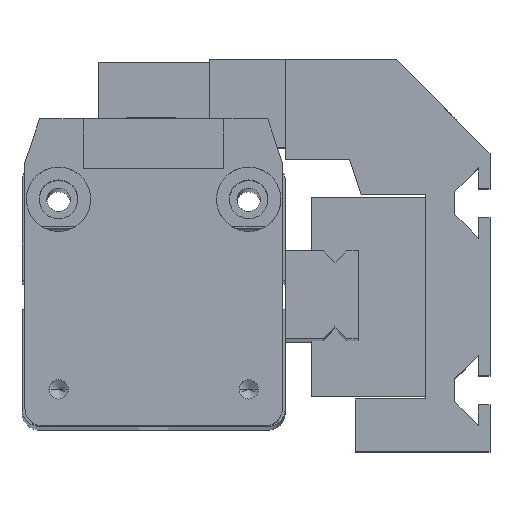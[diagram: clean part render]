
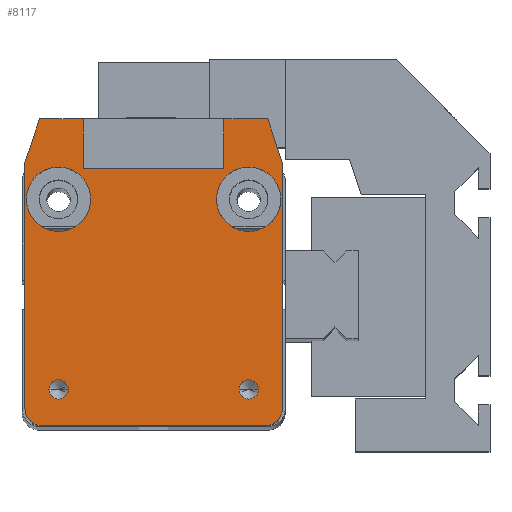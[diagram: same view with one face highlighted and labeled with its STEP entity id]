
A CAD part, top view. The second image highlights one B-rep face of the part: STEP entity #8117.
In plain terms, the highlighted planar face has unit normal (0, 0, 1).
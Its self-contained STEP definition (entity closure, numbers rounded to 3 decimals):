
#646=FACE_BOUND('',#1620,.T.);
#647=FACE_BOUND('',#1621,.T.);
#648=FACE_BOUND('',#1622,.T.);
#649=FACE_BOUND('',#1623,.T.);
#802=PLANE('',#8776);
#1134=FACE_OUTER_BOUND('',#1619,.T.);
#1619=EDGE_LOOP('',(#6721,#6722,#6723,#6724,#6725,#6726,#6727,#6728,#6729,
#6730,#6731,#6732));
#1620=EDGE_LOOP('',(#6733,#6734));
#1621=EDGE_LOOP('',(#6735,#6736));
#1622=EDGE_LOOP('',(#6737,#6738));
#1623=EDGE_LOOP('',(#6739,#6740));
#2287=LINE('',#12509,#3052);
#2289=LINE('',#12517,#3054);
#2292=LINE('',#12523,#3057);
#2295=LINE('',#12529,#3060);
#2298=LINE('',#12535,#3063);
#2301=LINE('',#12541,#3066);
#2304=LINE('',#12547,#3069);
#2307=LINE('',#12553,#3072);
#2310=LINE('',#12559,#3075);
#2315=LINE('',#12574,#3080);
#3052=VECTOR('',#10250,355.932);
#3054=VECTOR('',#10262,355.932);
#3057=VECTOR('',#10267,355.932);
#3060=VECTOR('',#10272,355.932);
#3063=VECTOR('',#10277,355.932);
#3066=VECTOR('',#10282,355.932);
#3069=VECTOR('',#10287,355.932);
#3072=VECTOR('',#10292,355.932);
#3075=VECTOR('',#10297,355.932);
#3080=VECTOR('',#10312,355.932);
#3551=CIRCLE('',#8733,1.958);
#3556=CIRCLE('',#8740,1.958);
#3561=CIRCLE('',#8747,0.587);
#3563=CIRCLE('',#8751,0.587);
#3576=CIRCLE('',#8777,1.068);
#3577=CIRCLE('',#8778,1.068);
#3578=CIRCLE('',#8779,1.958);
#3579=CIRCLE('',#8780,1.958);
#3580=CIRCLE('',#8781,0.587);
#3581=CIRCLE('',#8782,0.587);
#4046=VERTEX_POINT('',#12406);
#4047=VERTEX_POINT('',#12408);
#4056=VERTEX_POINT('',#12443);
#4057=VERTEX_POINT('',#12445);
#4066=VERTEX_POINT('',#12480);
#4067=VERTEX_POINT('',#12482);
#4071=VERTEX_POINT('',#12493);
#4072=VERTEX_POINT('',#12495);
#4076=VERTEX_POINT('',#12506);
#4077=VERTEX_POINT('',#12508);
#4078=VERTEX_POINT('',#12516);
#4080=VERTEX_POINT('',#12522);
#4082=VERTEX_POINT('',#12528);
#4084=VERTEX_POINT('',#12534);
#4086=VERTEX_POINT('',#12540);
#4088=VERTEX_POINT('',#12546);
#4090=VERTEX_POINT('',#12552);
#4092=VERTEX_POINT('',#12558);
#4096=VERTEX_POINT('',#12571);
#4097=VERTEX_POINT('',#12573);
#4967=EDGE_CURVE('',#4046,#4047,#3551,.T.);
#4977=EDGE_CURVE('',#4056,#4057,#3556,.T.);
#4987=EDGE_CURVE('',#4066,#4067,#3561,.T.);
#4993=EDGE_CURVE('',#4071,#4072,#3563,.T.);
#4999=EDGE_CURVE('',#4077,#4076,#2287,.T.);
#5005=EDGE_CURVE('',#4078,#4077,#2289,.T.);
#5008=EDGE_CURVE('',#4080,#4078,#2292,.T.);
#5011=EDGE_CURVE('',#4082,#4080,#2295,.T.);
#5014=EDGE_CURVE('',#4084,#4082,#2298,.T.);
#5017=EDGE_CURVE('',#4086,#4084,#2301,.T.);
#5020=EDGE_CURVE('',#4088,#4086,#2304,.T.);
#5023=EDGE_CURVE('',#4090,#4088,#2307,.T.);
#5026=EDGE_CURVE('',#4092,#4090,#2310,.T.);
#5035=EDGE_CURVE('',#4097,#4096,#2315,.T.);
#5041=EDGE_CURVE('',#4096,#4092,#3576,.T.);
#5042=EDGE_CURVE('',#4076,#4097,#3577,.T.);
#5043=EDGE_CURVE('',#4047,#4046,#3578,.T.);
#5044=EDGE_CURVE('',#4057,#4056,#3579,.T.);
#5045=EDGE_CURVE('',#4067,#4066,#3580,.T.);
#5046=EDGE_CURVE('',#4072,#4071,#3581,.T.);
#6721=ORIENTED_EDGE('',*,*,#5035,.T.);
#6722=ORIENTED_EDGE('',*,*,#5041,.T.);
#6723=ORIENTED_EDGE('',*,*,#5026,.T.);
#6724=ORIENTED_EDGE('',*,*,#5023,.T.);
#6725=ORIENTED_EDGE('',*,*,#5020,.T.);
#6726=ORIENTED_EDGE('',*,*,#5017,.T.);
#6727=ORIENTED_EDGE('',*,*,#5014,.T.);
#6728=ORIENTED_EDGE('',*,*,#5011,.T.);
#6729=ORIENTED_EDGE('',*,*,#5008,.T.);
#6730=ORIENTED_EDGE('',*,*,#5005,.T.);
#6731=ORIENTED_EDGE('',*,*,#4999,.T.);
#6732=ORIENTED_EDGE('',*,*,#5042,.T.);
#6733=ORIENTED_EDGE('',*,*,#5043,.F.);
#6734=ORIENTED_EDGE('',*,*,#4967,.F.);
#6735=ORIENTED_EDGE('',*,*,#5044,.F.);
#6736=ORIENTED_EDGE('',*,*,#4977,.F.);
#6737=ORIENTED_EDGE('',*,*,#5045,.F.);
#6738=ORIENTED_EDGE('',*,*,#4987,.F.);
#6739=ORIENTED_EDGE('',*,*,#5046,.F.);
#6740=ORIENTED_EDGE('',*,*,#4993,.F.);
#8117=ADVANCED_FACE('',(#1134,#646,#647,#648,#649),#802,.F.);
#8733=AXIS2_PLACEMENT_3D('',#12409,#10191,#10192);
#8740=AXIS2_PLACEMENT_3D('',#12446,#10209,#10210);
#8747=AXIS2_PLACEMENT_3D('',#12483,#10227,#10228);
#8751=AXIS2_PLACEMENT_3D('',#12496,#10239,#10240);
#8776=AXIS2_PLACEMENT_3D('',#12581,#10324,#10325);
#8777=AXIS2_PLACEMENT_3D('',#12582,#10326,#10327);
#8778=AXIS2_PLACEMENT_3D('',#12583,#10328,#10329);
#8779=AXIS2_PLACEMENT_3D('',#12584,#10330,#10331);
#8780=AXIS2_PLACEMENT_3D('',#12585,#10332,#10333);
#8781=AXIS2_PLACEMENT_3D('',#12586,#10334,#10335);
#8782=AXIS2_PLACEMENT_3D('',#12587,#10336,#10337);
#10191=DIRECTION('center_axis',(0.,0.,1.));
#10192=DIRECTION('ref_axis',(1.,0.,0.));
#10209=DIRECTION('center_axis',(0.,0.,1.));
#10210=DIRECTION('ref_axis',(1.,0.,0.));
#10227=DIRECTION('center_axis',(0.,0.,1.));
#10228=DIRECTION('ref_axis',(1.,0.,0.));
#10239=DIRECTION('center_axis',(0.,0.,1.));
#10240=DIRECTION('ref_axis',(1.,0.,0.));
#10250=DIRECTION('',(0.,-1.,0.));
#10262=DIRECTION('',(-0.316,-0.949,0.));
#10267=DIRECTION('',(-1.,0.,0.));
#10272=DIRECTION('',(0.,1.,0.));
#10277=DIRECTION('',(-1.,0.,0.));
#10282=DIRECTION('',(0.,-1.,0.));
#10287=DIRECTION('',(-1.,0.,0.));
#10292=DIRECTION('',(-0.316,0.949,0.));
#10297=DIRECTION('',(0.,1.,0.));
#10312=DIRECTION('',(1.,0.,0.));
#10324=DIRECTION('center_axis',(0.,0.,-1.));
#10325=DIRECTION('ref_axis',(0.,-1.,0.));
#10326=DIRECTION('center_axis',(0.,0.,1.));
#10327=DIRECTION('ref_axis',(-1.,0.,0.));
#10328=DIRECTION('center_axis',(0.,0.,1.));
#10329=DIRECTION('ref_axis',(-1.,0.,0.));
#10330=DIRECTION('center_axis',(0.,0.,1.));
#10331=DIRECTION('ref_axis',(1.,0.,0.));
#10332=DIRECTION('center_axis',(0.,0.,1.));
#10333=DIRECTION('ref_axis',(1.,0.,0.));
#10334=DIRECTION('center_axis',(0.,0.,1.));
#10335=DIRECTION('ref_axis',(1.,0.,0.));
#10336=DIRECTION('center_axis',(0.,0.,1.));
#10337=DIRECTION('ref_axis',(1.,0.,0.));
#12406=CARTESIAN_POINT('',(-7.742,5.784,84.));
#12408=CARTESIAN_POINT('',(-3.826,5.784,84.));
#12409=CARTESIAN_POINT('Origin',(-5.784,5.784,84.));
#12443=CARTESIAN_POINT('',(3.826,5.784,84.));
#12445=CARTESIAN_POINT('',(7.742,5.784,84.));
#12446=CARTESIAN_POINT('Origin',(5.784,5.784,84.));
#12480=CARTESIAN_POINT('',(-6.371,-5.784,84.));
#12482=CARTESIAN_POINT('',(-5.197,-5.784,84.));
#12483=CARTESIAN_POINT('Origin',(-5.784,-5.784,84.));
#12493=CARTESIAN_POINT('',(5.197,-5.784,84.));
#12495=CARTESIAN_POINT('',(6.371,-5.784,84.));
#12496=CARTESIAN_POINT('Origin',(5.784,-5.784,84.));
#12506=CARTESIAN_POINT('',(-7.831,-6.941,84.));
#12508=CARTESIAN_POINT('',(-7.831,8.008,84.));
#12509=CARTESIAN_POINT('',(-7.831,-8.008,84.));
#12516=CARTESIAN_POINT('',(-6.941,10.678,84.));
#12517=CARTESIAN_POINT('',(-7.831,8.008,84.));
#12522=CARTESIAN_POINT('',(-4.271,10.678,84.));
#12523=CARTESIAN_POINT('',(-6.941,10.678,84.));
#12528=CARTESIAN_POINT('',(-4.271,7.653,84.));
#12529=CARTESIAN_POINT('',(-4.271,10.678,84.));
#12534=CARTESIAN_POINT('',(4.271,7.653,84.));
#12535=CARTESIAN_POINT('',(-4.271,7.653,84.));
#12540=CARTESIAN_POINT('',(4.271,10.678,84.));
#12541=CARTESIAN_POINT('',(4.271,7.653,84.));
#12546=CARTESIAN_POINT('',(6.941,10.678,84.));
#12547=CARTESIAN_POINT('',(4.271,10.678,84.));
#12552=CARTESIAN_POINT('',(7.831,8.008,84.));
#12553=CARTESIAN_POINT('',(6.941,10.678,84.));
#12558=CARTESIAN_POINT('',(7.831,-6.941,84.));
#12559=CARTESIAN_POINT('',(7.831,8.008,84.));
#12571=CARTESIAN_POINT('',(6.763,-8.008,84.));
#12573=CARTESIAN_POINT('',(-6.763,-8.008,84.));
#12574=CARTESIAN_POINT('',(-7.831,-8.008,84.));
#12581=CARTESIAN_POINT('Origin',(0.,-8.008,84.));
#12582=CARTESIAN_POINT('Origin',(6.763,-6.941,84.));
#12583=CARTESIAN_POINT('Origin',(-6.763,-6.941,84.));
#12584=CARTESIAN_POINT('Origin',(-5.784,5.784,84.));
#12585=CARTESIAN_POINT('Origin',(5.784,5.784,84.));
#12586=CARTESIAN_POINT('Origin',(-5.784,-5.784,84.));
#12587=CARTESIAN_POINT('Origin',(5.784,-5.784,84.));
